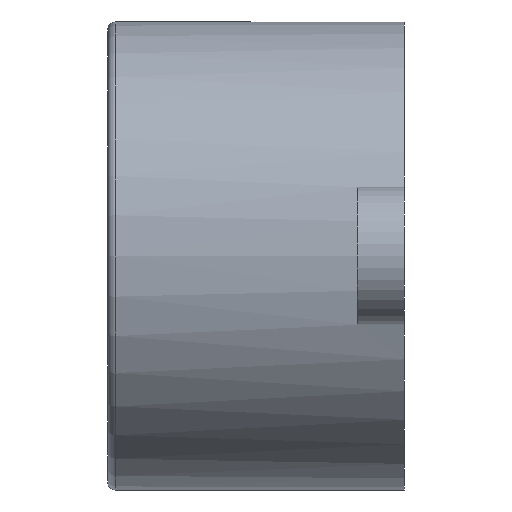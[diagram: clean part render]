
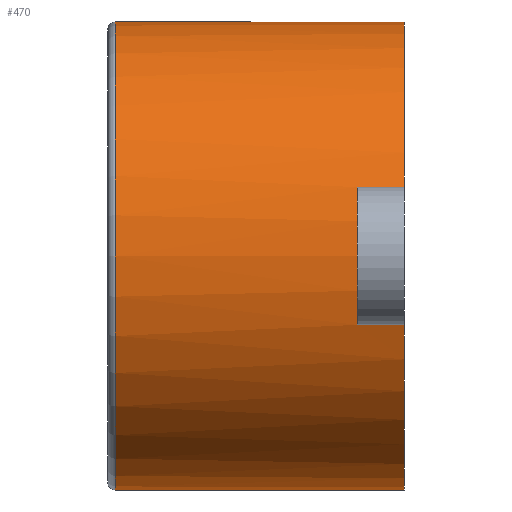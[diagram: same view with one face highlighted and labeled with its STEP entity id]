
A CAD part, left-side view. The second image highlights one B-rep face of the part: STEP entity #470.
In plain terms, the highlighted cylindrical face has radius 15.113 mm (diameter 30.226 mm), a partial arc.
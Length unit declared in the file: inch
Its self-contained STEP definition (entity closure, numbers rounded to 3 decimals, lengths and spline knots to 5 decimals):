
#20 = AXIS2_PLACEMENT_3D ( 'NONE', #170, #382, #65 ) ;
#25 = VERTEX_POINT ( 'NONE', #151 ) ;
#27 = ORIENTED_EDGE ( 'NONE', *, *, #283, .F. ) ;
#43 = EDGE_CURVE ( 'NONE', #613, #536, #502, .T. ) ;
#55 = CIRCLE ( 'NONE', #280, 0.595 ) ;
#65 = DIRECTION ( 'NONE',  ( 0., 0., -1. ) ) ;
#66 = AXIS2_PLACEMENT_3D ( 'NONE', #665, #494, #336 ) ;
#105 = DIRECTION ( 'NONE',  ( 0., -1., 0. ) ) ;
#117 = DIRECTION ( 'NONE',  ( 0., 0., -1. ) ) ;
#124 = CIRCLE ( 'NONE', #66, 0.595 ) ;
#130 = ORIENTED_EDGE ( 'NONE', *, *, #191, .F. ) ;
#146 = CARTESIAN_POINT ( 'NONE',  ( 0., 0., 0.595 ) ) ;
#151 = CARTESIAN_POINT ( 'NONE',  ( 0., 0.735, -0.595 ) ) ;
#160 = VERTEX_POINT ( 'NONE', #515 ) ;
#161 = CARTESIAN_POINT ( 'NONE',  ( -0.56868, 0.12, 0.175 ) ) ;
#167 = EDGE_CURVE ( 'NONE', #25, #294, #187, .T. ) ;
#170 = CARTESIAN_POINT ( 'NONE',  ( 0., 0., 0. ) ) ;
#187 = LINE ( 'NONE', #567, #501 ) ;
#191 = EDGE_CURVE ( 'NONE', #536, #371, #392, .T. ) ;
#205 = VECTOR ( 'NONE', #586, 39.37008 ) ;
#241 = AXIS2_PLACEMENT_3D ( 'NONE', #327, #544, #378 ) ;
#248 = CARTESIAN_POINT ( 'NONE',  ( -0.56868, 0., 0.175 ) ) ;
#262 = ORIENTED_EDGE ( 'NONE', *, *, #461, .F. ) ;
#268 = VERTEX_POINT ( 'NONE', #365 ) ;
#280 = AXIS2_PLACEMENT_3D ( 'NONE', #632, #407, #682 ) ;
#281 = VERTEX_POINT ( 'NONE', #688 ) ;
#283 = EDGE_CURVE ( 'NONE', #268, #613, #597, .T. ) ;
#294 = VERTEX_POINT ( 'NONE', #469 ) ;
#317 = ORIENTED_EDGE ( 'NONE', *, *, #635, .T. ) ;
#321 = VECTOR ( 'NONE', #685, 39.37008 ) ;
#327 = CARTESIAN_POINT ( 'NONE',  ( 0., 0., 0. ) ) ;
#332 = DIRECTION ( 'NONE',  ( 0., -1., 0. ) ) ;
#336 = DIRECTION ( 'NONE',  ( 0., 0., 1. ) ) ;
#341 = VECTOR ( 'NONE', #105, 39.37008 ) ;
#350 = CARTESIAN_POINT ( 'NONE',  ( -0.56868, 0., 0.175 ) ) ;
#365 = CARTESIAN_POINT ( 'NONE',  ( 0., 0.735, 0.595 ) ) ;
#367 = EDGE_CURVE ( 'NONE', #160, #281, #646, .T. ) ;
#371 = VERTEX_POINT ( 'NONE', #161 ) ;
#377 = CYLINDRICAL_SURFACE ( 'NONE', #551, 0.595 ) ;
#378 = DIRECTION ( 'NONE',  ( 0., 0., -1. ) ) ;
#382 = DIRECTION ( 'NONE',  ( 0., -1., 0. ) ) ;
#392 = LINE ( 'NONE', #248, #321 ) ;
#394 = CIRCLE ( 'NONE', #20, 0.595 ) ;
#395 = ORIENTED_EDGE ( 'NONE', *, *, #167, .T. ) ;
#407 = DIRECTION ( 'NONE',  ( 0., -1., 0. ) ) ;
#417 = ORIENTED_EDGE ( 'NONE', *, *, #488, .F. ) ;
#461 = EDGE_CURVE ( 'NONE', #281, #294, #394, .T. ) ;
#469 = CARTESIAN_POINT ( 'NONE',  ( 0., 0., -0.595 ) ) ;
#470 = ADVANCED_FACE ( 'NONE', ( #556 ), #377, .T. ) ;
#474 = ORIENTED_EDGE ( 'NONE', *, *, #43, .F. ) ;
#488 = EDGE_CURVE ( 'NONE', #371, #160, #124, .T. ) ;
#494 = DIRECTION ( 'NONE',  ( 0., -1., 0. ) ) ;
#501 = VECTOR ( 'NONE', #673, 39.37008 ) ;
#502 = CIRCLE ( 'NONE', #241, 0.595 ) ;
#515 = CARTESIAN_POINT ( 'NONE',  ( -0.56868, 0.12, -0.175 ) ) ;
#536 = VERTEX_POINT ( 'NONE', #350 ) ;
#544 = DIRECTION ( 'NONE',  ( 0., -1., 0. ) ) ;
#546 = EDGE_LOOP ( 'NONE', ( #27, #317, #395, #262, #674, #417, #130, #474 ) ) ;
#551 = AXIS2_PLACEMENT_3D ( 'NONE', #602, #332, #117 ) ;
#556 = FACE_OUTER_BOUND ( 'NONE', #546, .T. ) ;
#567 = CARTESIAN_POINT ( 'NONE',  ( 0., 0., -0.595 ) ) ;
#576 = CARTESIAN_POINT ( 'NONE',  ( 0., 0., 0.595 ) ) ;
#586 = DIRECTION ( 'NONE',  ( 0., -1., 0. ) ) ;
#597 = LINE ( 'NONE', #146, #205 ) ;
#602 = CARTESIAN_POINT ( 'NONE',  ( 0., 0., 0. ) ) ;
#613 = VERTEX_POINT ( 'NONE', #576 ) ;
#632 = CARTESIAN_POINT ( 'NONE',  ( 0., 0.735, 0. ) ) ;
#635 = EDGE_CURVE ( 'NONE', #268, #25, #55, .T. ) ;
#646 = LINE ( 'NONE', #651, #341 ) ;
#651 = CARTESIAN_POINT ( 'NONE',  ( -0.56868, 0., -0.175 ) ) ;
#665 = CARTESIAN_POINT ( 'NONE',  ( 0., 0.12, 0. ) ) ;
#673 = DIRECTION ( 'NONE',  ( 0., -1., 0. ) ) ;
#674 = ORIENTED_EDGE ( 'NONE', *, *, #367, .F. ) ;
#682 = DIRECTION ( 'NONE',  ( 0., 0., 1. ) ) ;
#685 = DIRECTION ( 'NONE',  ( 0., 1., 0. ) ) ;
#688 = CARTESIAN_POINT ( 'NONE',  ( -0.56868, 0., -0.175 ) ) ;
